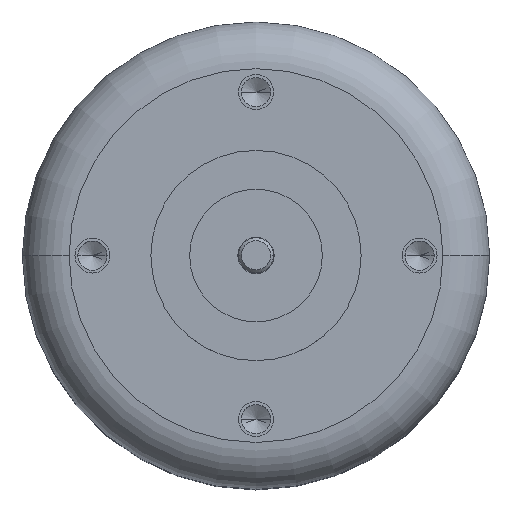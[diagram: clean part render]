
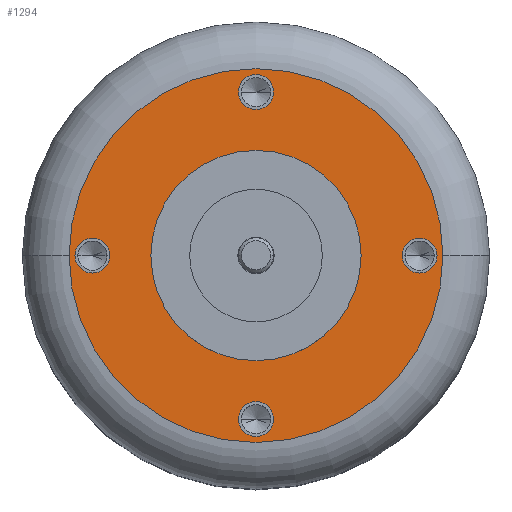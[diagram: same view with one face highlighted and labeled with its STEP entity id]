
A CAD part, top view. The second image highlights one B-rep face of the part: STEP entity #1294.
In plain terms, the highlighted planar face has unit normal (0, 0, 1).
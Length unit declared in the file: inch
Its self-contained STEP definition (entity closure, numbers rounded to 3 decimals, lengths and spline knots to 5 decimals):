
#24 = DIRECTION ( 'NONE',  ( 0., 0., 1. ) ) ;
#45 = CARTESIAN_POINT ( 'NONE',  ( 0.62992, 0., 0. ) ) ;
#103 = CARTESIAN_POINT ( 'NONE',  ( -0.62992, 0., 0. ) ) ;
#110 = CARTESIAN_POINT ( 'NONE',  ( -0.55118, 0., 0. ) ) ;
#125 = DIRECTION ( 'NONE',  ( 1., 0., 0. ) ) ;
#142 = CARTESIAN_POINT ( 'NONE',  ( 0.61024, 0., 0. ) ) ;
#157 = CARTESIAN_POINT ( 'NONE',  ( 0., 0.55118, 0. ) ) ;
#198 = DIRECTION ( 'NONE',  ( 1., 0., 0. ) ) ;
#225 = EDGE_CURVE ( 'NONE', #1339, #1224, #983, .T. ) ;
#239 = FACE_BOUND ( 'NONE', #2407, .T. ) ;
#308 = EDGE_CURVE ( 'NONE', #1758, #1012, #1090, .T. ) ;
#312 = EDGE_CURVE ( 'NONE', #1171, #1723, #2449, .T. ) ;
#315 = CARTESIAN_POINT ( 'NONE',  ( 0.55118, 0., 0. ) ) ;
#331 = VERTEX_POINT ( 'NONE', #45 ) ;
#385 = EDGE_CURVE ( 'NONE', #331, #1392, #2045, .T. ) ;
#393 = DIRECTION ( 'NONE',  ( 0., 0., 1. ) ) ;
#401 = CARTESIAN_POINT ( 'NONE',  ( 0., 0., 0. ) ) ;
#424 = AXIS2_PLACEMENT_3D ( 'NONE', #157, #534, #1147 ) ;
#438 = EDGE_LOOP ( 'NONE', ( #1786, #1309 ) ) ;
#478 = VERTEX_POINT ( 'NONE', #1866 ) ;
#485 = PLANE ( 'NONE',  #2105 ) ;
#507 = CARTESIAN_POINT ( 'NONE',  ( 0.05906, -0.55118, 0. ) ) ;
#534 = DIRECTION ( 'NONE',  ( 0., 0., 1. ) ) ;
#549 = ORIENTED_EDGE ( 'NONE', *, *, #308, .F. ) ;
#550 = CARTESIAN_POINT ( 'NONE',  ( -0.05906, 0.55118, 0. ) ) ;
#552 = CIRCLE ( 'NONE', #424, 0.05906 ) ;
#557 = DIRECTION ( 'NONE',  ( 0., 0., 1. ) ) ;
#562 = DIRECTION ( 'NONE',  ( 0., 0., 1. ) ) ;
#584 = AXIS2_PLACEMENT_3D ( 'NONE', #991, #976, #2378 ) ;
#594 = FACE_BOUND ( 'NONE', #982, .T. ) ;
#601 = DIRECTION ( 'NONE',  ( 0., 0., 1. ) ) ;
#633 = CARTESIAN_POINT ( 'NONE',  ( 0.49213, 0., 0. ) ) ;
#714 = CARTESIAN_POINT ( 'NONE',  ( -0.49213, 0., 0. ) ) ;
#735 = EDGE_LOOP ( 'NONE', ( #2314, #1509 ) ) ;
#799 = CARTESIAN_POINT ( 'NONE',  ( -0.05906, -0.55118, 0. ) ) ;
#867 = AXIS2_PLACEMENT_3D ( 'NONE', #2532, #24, #1044 ) ;
#892 = CIRCLE ( 'NONE', #2338, 0.05906 ) ;
#901 = CIRCLE ( 'NONE', #1872, 0.05906 ) ;
#957 = ORIENTED_EDGE ( 'NONE', *, *, #2021, .F. ) ;
#963 = FACE_BOUND ( 'NONE', #1481, .T. ) ;
#964 = CARTESIAN_POINT ( 'NONE',  ( 0., 0., 0. ) ) ;
#976 = DIRECTION ( 'NONE',  ( 0., 0., 1. ) ) ;
#980 = EDGE_CURVE ( 'NONE', #1392, #331, #1707, .T. ) ;
#982 = EDGE_LOOP ( 'NONE', ( #2162, #1649 ) ) ;
#983 = CIRCLE ( 'NONE', #1555, 0.05906 ) ;
#991 = CARTESIAN_POINT ( 'NONE',  ( -0.55118, 0., 0. ) ) ;
#1012 = VERTEX_POINT ( 'NONE', #1762 ) ;
#1044 = DIRECTION ( 'NONE',  ( 1., 0., 0. ) ) ;
#1090 = CIRCLE ( 'NONE', #584, 0.05906 ) ;
#1099 = FACE_BOUND ( 'NONE', #1912, .T. ) ;
#1135 = DIRECTION ( 'NONE',  ( 1., 0., 0. ) ) ;
#1142 = DIRECTION ( 'NONE',  ( 1., 0., 0. ) ) ;
#1147 = DIRECTION ( 'NONE',  ( 1., 0., 0. ) ) ;
#1171 = VERTEX_POINT ( 'NONE', #799 ) ;
#1172 = CIRCLE ( 'NONE', #1510, 0.35433 ) ;
#1224 = VERTEX_POINT ( 'NONE', #633 ) ;
#1239 = CARTESIAN_POINT ( 'NONE',  ( 0., 0., 0. ) ) ;
#1248 = AXIS2_PLACEMENT_3D ( 'NONE', #1827, #1318, #1315 ) ;
#1294 = ADVANCED_FACE ( 'NONE', ( #594, #2034, #963, #239, #1760, #1099 ), #485, .T. ) ;
#1309 = ORIENTED_EDGE ( 'NONE', *, *, #312, .F. ) ;
#1315 = DIRECTION ( 'NONE',  ( -1., 0., 0. ) ) ;
#1318 = DIRECTION ( 'NONE',  ( 0., 0., -1. ) ) ;
#1339 = VERTEX_POINT ( 'NONE', #142 ) ;
#1342 = DIRECTION ( 'NONE',  ( 0., 0., 1. ) ) ;
#1376 = EDGE_CURVE ( 'NONE', #1917, #478, #2530, .T. ) ;
#1392 = VERTEX_POINT ( 'NONE', #103 ) ;
#1481 = EDGE_LOOP ( 'NONE', ( #549, #1871 ) ) ;
#1485 = DIRECTION ( 'NONE',  ( 1., 0., 0. ) ) ;
#1492 = CARTESIAN_POINT ( 'NONE',  ( -0.35433, 0., 0. ) ) ;
#1501 = DIRECTION ( 'NONE',  ( 0., 0., 1. ) ) ;
#1509 = ORIENTED_EDGE ( 'NONE', *, *, #385, .F. ) ;
#1510 = AXIS2_PLACEMENT_3D ( 'NONE', #2499, #1342, #1142 ) ;
#1533 = ORIENTED_EDGE ( 'NONE', *, *, #1575, .F. ) ;
#1535 = EDGE_CURVE ( 'NONE', #1723, #1171, #2479, .T. ) ;
#1555 = AXIS2_PLACEMENT_3D ( 'NONE', #1990, #601, #198 ) ;
#1575 = EDGE_CURVE ( 'NONE', #1681, #1780, #1583, .T. ) ;
#1583 = CIRCLE ( 'NONE', #2058, 0.35433 ) ;
#1587 = ORIENTED_EDGE ( 'NONE', *, *, #1376, .F. ) ;
#1623 = EDGE_CURVE ( 'NONE', #478, #1917, #552, .T. ) ;
#1649 = ORIENTED_EDGE ( 'NONE', *, *, #1742, .F. ) ;
#1681 = VERTEX_POINT ( 'NONE', #1492 ) ;
#1707 = CIRCLE ( 'NONE', #1248, 0.62992 ) ;
#1723 = VERTEX_POINT ( 'NONE', #507 ) ;
#1742 = EDGE_CURVE ( 'NONE', #1224, #1339, #901, .T. ) ;
#1758 = VERTEX_POINT ( 'NONE', #714 ) ;
#1760 = FACE_OUTER_BOUND ( 'NONE', #735, .T. ) ;
#1762 = CARTESIAN_POINT ( 'NONE',  ( -0.61024, 0., 0. ) ) ;
#1780 = VERTEX_POINT ( 'NONE', #2220 ) ;
#1786 = ORIENTED_EDGE ( 'NONE', *, *, #1535, .F. ) ;
#1827 = CARTESIAN_POINT ( 'NONE',  ( 0., 0., 0. ) ) ;
#1866 = CARTESIAN_POINT ( 'NONE',  ( 0.05906, 0.55118, 0. ) ) ;
#1871 = ORIENTED_EDGE ( 'NONE', *, *, #2533, .F. ) ;
#1872 = AXIS2_PLACEMENT_3D ( 'NONE', #315, #1501, #1485 ) ;
#1912 = EDGE_LOOP ( 'NONE', ( #1533, #957 ) ) ;
#1917 = VERTEX_POINT ( 'NONE', #550 ) ;
#1920 = AXIS2_PLACEMENT_3D ( 'NONE', #2336, #2308, #125 ) ;
#1968 = DIRECTION ( 'NONE',  ( 0., 0., 1. ) ) ;
#1976 = CARTESIAN_POINT ( 'NONE',  ( 0., 0.55118, 0. ) ) ;
#1990 = CARTESIAN_POINT ( 'NONE',  ( 0.55118, 0., 0. ) ) ;
#2002 = AXIS2_PLACEMENT_3D ( 'NONE', #1239, #2343, #2199 ) ;
#2021 = EDGE_CURVE ( 'NONE', #1780, #1681, #1172, .T. ) ;
#2033 = DIRECTION ( 'NONE',  ( 1., 0., 0. ) ) ;
#2034 = FACE_BOUND ( 'NONE', #438, .T. ) ;
#2045 = CIRCLE ( 'NONE', #2002, 0.62992 ) ;
#2058 = AXIS2_PLACEMENT_3D ( 'NONE', #964, #562, #1135 ) ;
#2105 = AXIS2_PLACEMENT_3D ( 'NONE', #401, #393, #2033 ) ;
#2162 = ORIENTED_EDGE ( 'NONE', *, *, #225, .F. ) ;
#2191 = ORIENTED_EDGE ( 'NONE', *, *, #1623, .F. ) ;
#2199 = DIRECTION ( 'NONE',  ( -1., 0., 0. ) ) ;
#2220 = CARTESIAN_POINT ( 'NONE',  ( 0.35433, 0., 0. ) ) ;
#2239 = AXIS2_PLACEMENT_3D ( 'NONE', #1976, #1968, #2250 ) ;
#2250 = DIRECTION ( 'NONE',  ( 1., 0., 0. ) ) ;
#2308 = DIRECTION ( 'NONE',  ( 0., 0., 1. ) ) ;
#2314 = ORIENTED_EDGE ( 'NONE', *, *, #980, .F. ) ;
#2336 = CARTESIAN_POINT ( 'NONE',  ( 0., -0.55118, 0. ) ) ;
#2338 = AXIS2_PLACEMENT_3D ( 'NONE', #110, #557, #2355 ) ;
#2343 = DIRECTION ( 'NONE',  ( 0., 0., -1. ) ) ;
#2355 = DIRECTION ( 'NONE',  ( 1., 0., 0. ) ) ;
#2378 = DIRECTION ( 'NONE',  ( 1., 0., 0. ) ) ;
#2407 = EDGE_LOOP ( 'NONE', ( #2191, #1587 ) ) ;
#2449 = CIRCLE ( 'NONE', #867, 0.05906 ) ;
#2479 = CIRCLE ( 'NONE', #1920, 0.05906 ) ;
#2499 = CARTESIAN_POINT ( 'NONE',  ( 0., 0., 0. ) ) ;
#2530 = CIRCLE ( 'NONE', #2239, 0.05906 ) ;
#2532 = CARTESIAN_POINT ( 'NONE',  ( 0., -0.55118, 0. ) ) ;
#2533 = EDGE_CURVE ( 'NONE', #1012, #1758, #892, .T. ) ;
